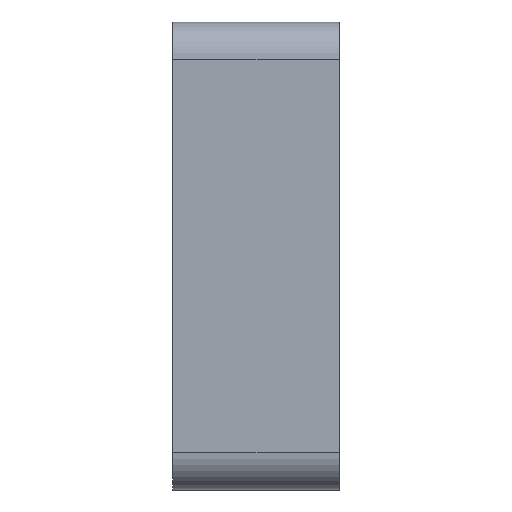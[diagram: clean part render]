
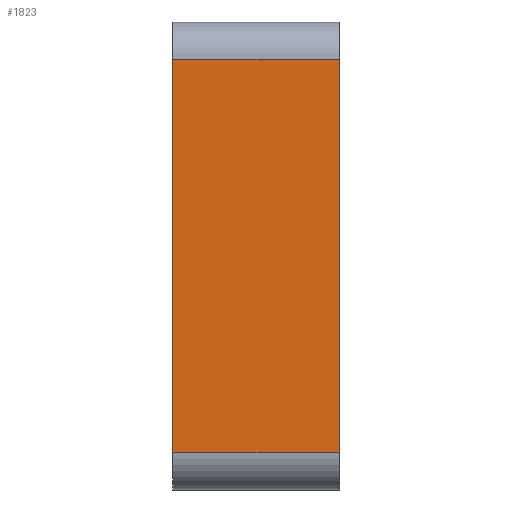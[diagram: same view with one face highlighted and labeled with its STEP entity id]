
A CAD part, left-side view. The second image highlights one B-rep face of the part: STEP entity #1823.
In plain terms, the highlighted planar face has unit normal (-1, 0, 0).
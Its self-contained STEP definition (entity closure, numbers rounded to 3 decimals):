
#19 = CARTESIAN_POINT ( 'NONE',  ( -23.575, 11.2, 41. ) ) ;
#96 = LINE ( 'NONE', #720, #1863 ) ;
#277 = PLANE ( 'NONE',  #893 ) ;
#304 = CARTESIAN_POINT ( 'NONE',  ( -23.575, -6.625, 41. ) ) ;
#326 = DIRECTION ( 'NONE',  ( 0., 0., 1. ) ) ;
#336 = CARTESIAN_POINT ( 'NONE',  ( -23.575, -6.625, -5. ) ) ;
#560 = CARTESIAN_POINT ( 'NONE',  ( -23.575, -6.625, -1. ) ) ;
#566 = DIRECTION ( 'NONE',  ( 0., -1., 0. ) ) ;
#703 = ORIENTED_EDGE ( 'NONE', *, *, #974, .T. ) ;
#720 = CARTESIAN_POINT ( 'NONE',  ( -23.575, 11.2, -1. ) ) ;
#786 = VERTEX_POINT ( 'NONE', #304 ) ;
#791 = LINE ( 'NONE', #336, #1697 ) ;
#868 = CARTESIAN_POINT ( 'NONE',  ( -23.575, 11.2, -5. ) ) ;
#893 = AXIS2_PLACEMENT_3D ( 'NONE', #868, #1188, #1811 ) ;
#903 = ORIENTED_EDGE ( 'NONE', *, *, #1187, .F. ) ;
#920 = DIRECTION ( 'NONE',  ( 0., 1., 0. ) ) ;
#974 = EDGE_CURVE ( 'NONE', #1005, #1699, #96, .T. ) ;
#1002 = CARTESIAN_POINT ( 'NONE',  ( -23.575, 11.2, -5. ) ) ;
#1005 = VERTEX_POINT ( 'NONE', #1942 ) ;
#1063 = LINE ( 'NONE', #1874, #1857 ) ;
#1163 = DIRECTION ( 'NONE',  ( 0., 0., 1. ) ) ;
#1166 = EDGE_LOOP ( 'NONE', ( #1640, #1985, #903, #703 ) ) ;
#1182 = LINE ( 'NONE', #1002, #1508 ) ;
#1187 = EDGE_CURVE ( 'NONE', #1005, #1441, #1182, .T. ) ;
#1188 = DIRECTION ( 'NONE',  ( 1., 0., 0. ) ) ;
#1441 = VERTEX_POINT ( 'NONE', #19 ) ;
#1508 = VECTOR ( 'NONE', #1163, 1000. ) ;
#1640 = ORIENTED_EDGE ( 'NONE', *, *, #1951, .T. ) ;
#1660 = FACE_OUTER_BOUND ( 'NONE', #1166, .T. ) ;
#1697 = VECTOR ( 'NONE', #326, 1000. ) ;
#1699 = VERTEX_POINT ( 'NONE', #560 ) ;
#1811 = DIRECTION ( 'NONE',  ( 0., 1., 0. ) ) ;
#1823 = ADVANCED_FACE ( 'NONE', ( #1660 ), #277, .F. ) ;
#1857 = VECTOR ( 'NONE', #920, 1000. ) ;
#1863 = VECTOR ( 'NONE', #566, 1000. ) ;
#1874 = CARTESIAN_POINT ( 'NONE',  ( -23.575, 11.2, 41. ) ) ;
#1942 = CARTESIAN_POINT ( 'NONE',  ( -23.575, 11.2, -1. ) ) ;
#1951 = EDGE_CURVE ( 'NONE', #1699, #786, #791, .T. ) ;
#1976 = EDGE_CURVE ( 'NONE', #786, #1441, #1063, .T. ) ;
#1985 = ORIENTED_EDGE ( 'NONE', *, *, #1976, .T. ) ;
